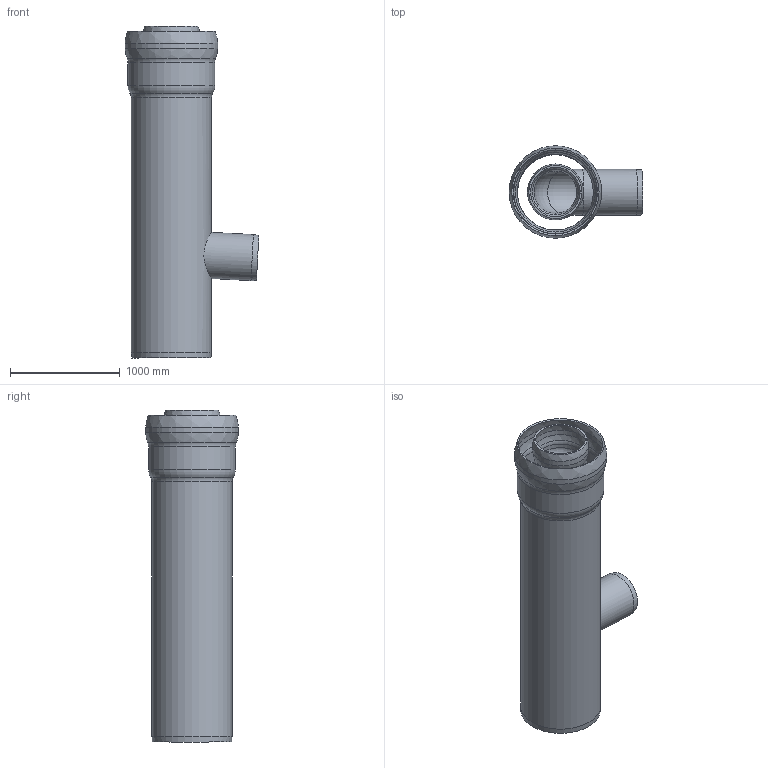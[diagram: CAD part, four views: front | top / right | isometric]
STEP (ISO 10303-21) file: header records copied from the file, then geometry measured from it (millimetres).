
FILE_DESCRIPTION(/* description */ (''),/* implementation_level */ '2;1');
FILE_NAME(/* name */ '05049.CA0X_3D.stp',/* time_stamp */ '2024-12-11T14:16:08+01:00',/* author */ ('CAD'),/* organization */ (''),/* preprocessor_version */ 'ST-DEVELOPER v20',/* originating_system */ 'AutoCAD Mechanical',/* authorisation */ '');
FILE_SCHEMA (('AUTOMOTIVE_DESIGN { 1 0 10303 214 3 1 1 }'));
Length unit declared in the file: centimetre
Products named in the file (1): Product
Bounding box: 1217.38 x 842 x 3024 mm (x, y, z)
Volume: 160885270.6 mm3; surface area: 20911428.2 mm2
Topology: 7 solids, 7 shells, 66 faces, 149 edges, 97 vertices
Faces by surface type: cylinder 20, torus 16, plane 13, cone 9, bspline 8
Full cylindrical faces by diameter (mm): 390 x3, 420 x3, 430 x1, 450 x1, 480 x1, 510 x1, 697.892 x1, 697.934 x1, 697.986 x1, 730 x1, 760 x1, 792 x1, 810 x1, 842 x1
Entity records: 2685 total; most frequent: CARTESIAN_POINT 1102, DIRECTION 362, ORIENTED_EDGE 298, AXIS2_PLACEMENT_3D 167, EDGE_CURVE 149, CIRCLE 108, VERTEX_POINT 97, EDGE_LOOP 82
